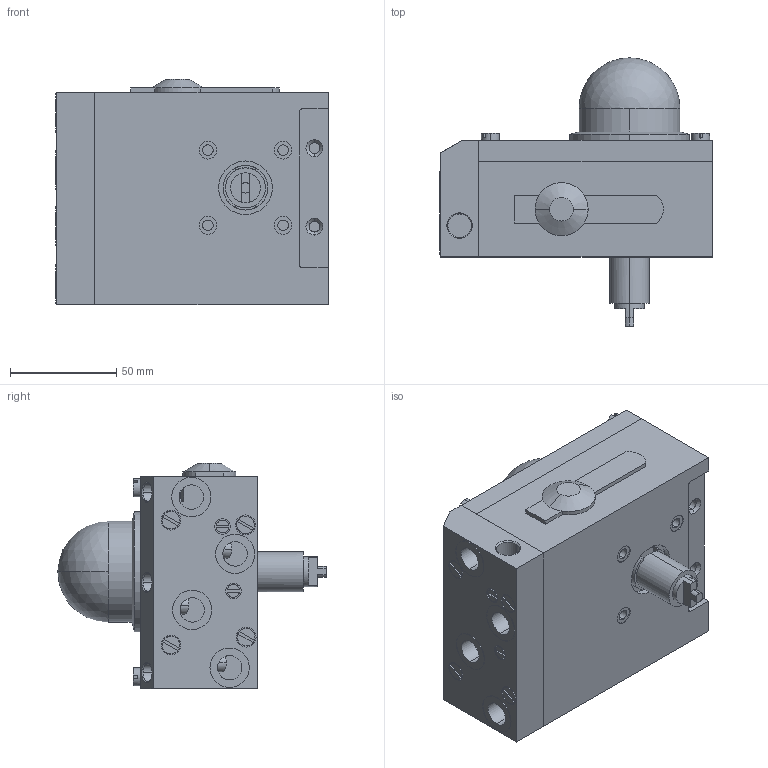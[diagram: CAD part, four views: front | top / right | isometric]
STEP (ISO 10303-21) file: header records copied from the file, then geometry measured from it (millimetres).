
FILE_DESCRIPTION (( 'STEP AP214' ), '1' );
FILE_NAME ('P5 utan manometrar + Dome_170316.STEP', '2017-03-16T10:08:33', ( '' ), ( '' ), 'SwSTEP 2.0', 'SolidWorks 2015', '' );
FILE_SCHEMA (( 'AUTOMOTIVE_DESIGN' ));
Length unit declared in the file: millimetre
Products named in the file (1): P5 utan manometrar + Dome_170316
Bounding box: 128.4 x 126.4 x 106 mm (x, y, z)
Volume: 704571.8 mm3; surface area: 112267.6 mm2
Topology: 8 solids, 8 shells, 429 faces, 1018 edges, 662 vertices
Faces by surface type: plane 228, cylinder 167, cone 24, torus 6, sphere 4
Entity records: 12837 total; most frequent: CARTESIAN_POINT 2349, DIRECTION 2291, ORIENTED_EDGE 2028, EDGE_CURVE 1014, AXIS2_PLACEMENT_3D 874, VERTEX_POINT 662, LINE 543, VECTOR 543
